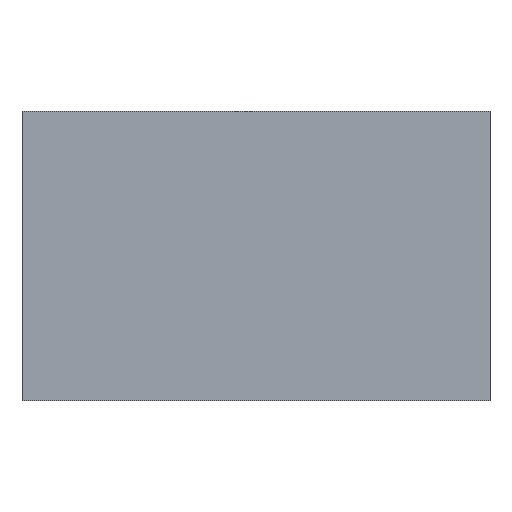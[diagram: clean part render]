
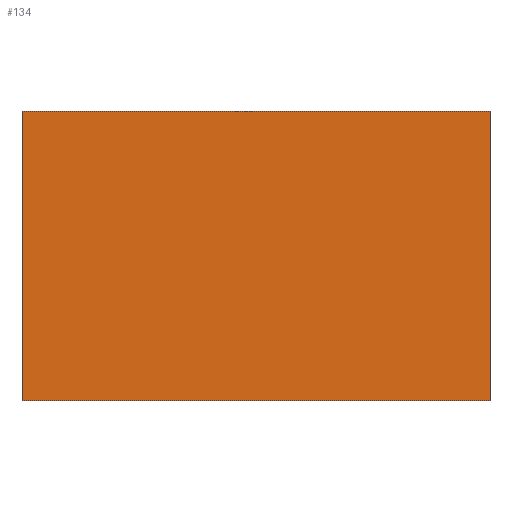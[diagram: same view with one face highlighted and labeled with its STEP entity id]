
A CAD part, front view. The second image highlights one B-rep face of the part: STEP entity #134.
In plain terms, the highlighted planar face has unit normal (0, -1, 0).
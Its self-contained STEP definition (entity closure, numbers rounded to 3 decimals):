
#6 = CARTESIAN_POINT ( 'NONE',  ( -15.936, 0., 7.57 ) ) ;
#11 = DIRECTION ( 'NONE',  ( 1., 0., 0. ) ) ;
#13 = VERTEX_POINT ( 'NONE', #37 ) ;
#18 = DIRECTION ( 'NONE',  ( -1., 0., 0. ) ) ;
#20 = ORIENTED_EDGE ( 'NONE', *, *, #115, .F. ) ;
#25 = EDGE_CURVE ( 'NONE', #135, #13, #110, .T. ) ;
#29 = VERTEX_POINT ( 'NONE', #151 ) ;
#30 = ORIENTED_EDGE ( 'NONE', *, *, #168, .F. ) ;
#37 = CARTESIAN_POINT ( 'NONE',  ( -15.936, 0., -13.43 ) ) ;
#38 = DIRECTION ( 'NONE',  ( 0., -1., 0. ) ) ;
#39 = DIRECTION ( 'NONE',  ( 0., 0., -1. ) ) ;
#51 = LINE ( 'NONE', #179, #176 ) ;
#52 = CARTESIAN_POINT ( 'NONE',  ( -15.936, 0., -13.43 ) ) ;
#73 = AXIS2_PLACEMENT_3D ( 'NONE', #132, #38, #119 ) ;
#107 = ORIENTED_EDGE ( 'NONE', *, *, #123, .F. ) ;
#109 = LINE ( 'NONE', #6, #169 ) ;
#110 = LINE ( 'NONE', #52, #172 ) ;
#112 = CARTESIAN_POINT ( 'NONE',  ( -15.936, 0., 7.57 ) ) ;
#114 = DIRECTION ( 'NONE',  ( 0., 0., 1. ) ) ;
#115 = EDGE_CURVE ( 'NONE', #13, #140, #109, .T. ) ;
#117 = CARTESIAN_POINT ( 'NONE',  ( 18.064, 0., -13.43 ) ) ;
#119 = DIRECTION ( 'NONE',  ( 0., 0., -1. ) ) ;
#121 = FACE_OUTER_BOUND ( 'NONE', #186, .T. ) ;
#123 = EDGE_CURVE ( 'NONE', #140, #29, #152, .T. ) ;
#132 = CARTESIAN_POINT ( 'NONE',  ( 0., 0., 0. ) ) ;
#134 = ADVANCED_FACE ( 'NONE', ( #121 ), #180, .T. ) ;
#135 = VERTEX_POINT ( 'NONE', #117 ) ;
#140 = VERTEX_POINT ( 'NONE', #144 ) ;
#144 = CARTESIAN_POINT ( 'NONE',  ( -15.936, 0., 7.57 ) ) ;
#151 = CARTESIAN_POINT ( 'NONE',  ( 18.064, 0., 7.57 ) ) ;
#152 = LINE ( 'NONE', #112, #202 ) ;
#168 = EDGE_CURVE ( 'NONE', #29, #135, #51, .T. ) ;
#169 = VECTOR ( 'NONE', #114, 1000. ) ;
#172 = VECTOR ( 'NONE', #18, 1000. ) ;
#176 = VECTOR ( 'NONE', #39, 1000. ) ;
#179 = CARTESIAN_POINT ( 'NONE',  ( 18.064, 0., 7.57 ) ) ;
#180 = PLANE ( 'NONE',  #73 ) ;
#183 = ORIENTED_EDGE ( 'NONE', *, *, #25, .F. ) ;
#186 = EDGE_LOOP ( 'NONE', ( #20, #183, #30, #107 ) ) ;
#202 = VECTOR ( 'NONE', #11, 1000. ) ;
